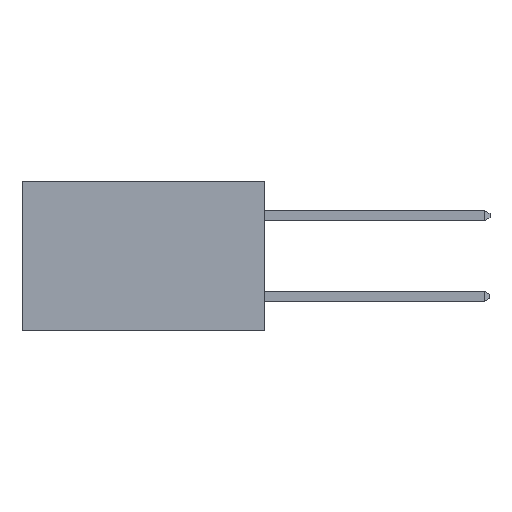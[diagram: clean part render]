
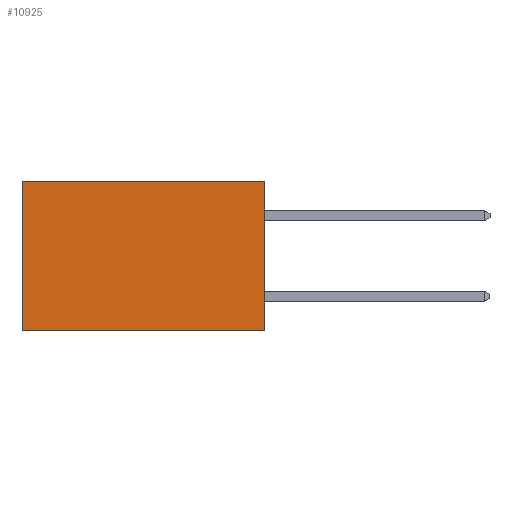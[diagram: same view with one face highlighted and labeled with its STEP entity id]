
A CAD part, left-side view. The second image highlights one B-rep face of the part: STEP entity #10925.
In plain terms, the highlighted planar face has unit normal (-1, 0, 0).
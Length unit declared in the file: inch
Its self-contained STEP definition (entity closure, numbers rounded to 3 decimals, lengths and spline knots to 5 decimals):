
#233 = VECTOR ( 'NONE', #7895, 39.37008 ) ;
#611 = CARTESIAN_POINT ( 'NONE',  ( 0.298, 0., -0.37 ) ) ;
#1123 = CARTESIAN_POINT ( 'NONE',  ( 0.298, 0.6, 0. ) ) ;
#1152 = VERTEX_POINT ( 'NONE', #9166 ) ;
#1386 = DIRECTION ( 'NONE',  ( 0., 0., -1. ) ) ;
#1469 = CARTESIAN_POINT ( 'NONE',  ( 0.298, 0.6, 0. ) ) ;
#1686 = EDGE_CURVE ( 'NONE', #9204, #10433, #8935, .T. ) ;
#1847 = VECTOR ( 'NONE', #8436, 39.37008 ) ;
#2255 = ORIENTED_EDGE ( 'NONE', *, *, #6055, .F. ) ;
#2648 = LINE ( 'NONE', #11264, #233 ) ;
#2656 = VECTOR ( 'NONE', #3306, 39.37008 ) ;
#3249 = ORIENTED_EDGE ( 'NONE', *, *, #1686, .T. ) ;
#3306 = DIRECTION ( 'NONE',  ( 0., 1., 0. ) ) ;
#3928 = CARTESIAN_POINT ( 'NONE',  ( 0.298, 0., 0. ) ) ;
#4133 = EDGE_CURVE ( 'NONE', #1152, #10433, #4586, .T. ) ;
#4586 = LINE ( 'NONE', #611, #1847 ) ;
#5085 = LINE ( 'NONE', #3928, #2656 ) ;
#5322 = DIRECTION ( 'NONE',  ( 0., 0., -1. ) ) ;
#5666 = EDGE_CURVE ( 'NONE', #7177, #9204, #5085, .T. ) ;
#6055 = EDGE_CURVE ( 'NONE', #7177, #1152, #2648, .T. ) ;
#6824 = ORIENTED_EDGE ( 'NONE', *, *, #4133, .F. ) ;
#7177 = VERTEX_POINT ( 'NONE', #9813 ) ;
#7224 = FACE_OUTER_BOUND ( 'NONE', #10423, .T. ) ;
#7338 = CARTESIAN_POINT ( 'NONE',  ( 0.298, 0.6, -0.37 ) ) ;
#7895 = DIRECTION ( 'NONE',  ( 0., 0., -1. ) ) ;
#8024 = PLANE ( 'NONE',  #8307 ) ;
#8307 = AXIS2_PLACEMENT_3D ( 'NONE', #9870, #10731, #5322 ) ;
#8436 = DIRECTION ( 'NONE',  ( 0., 1., 0. ) ) ;
#8935 = LINE ( 'NONE', #1469, #10975 ) ;
#9166 = CARTESIAN_POINT ( 'NONE',  ( 0.298, 0., -0.37 ) ) ;
#9204 = VERTEX_POINT ( 'NONE', #1123 ) ;
#9813 = CARTESIAN_POINT ( 'NONE',  ( 0.298, 0., 0. ) ) ;
#9870 = CARTESIAN_POINT ( 'NONE',  ( 0.298, 0., 0. ) ) ;
#10423 = EDGE_LOOP ( 'NONE', ( #3249, #6824, #2255, #10936 ) ) ;
#10433 = VERTEX_POINT ( 'NONE', #7338 ) ;
#10731 = DIRECTION ( 'NONE',  ( 1., 0., 0. ) ) ;
#10925 = ADVANCED_FACE ( 'NONE', ( #7224 ), #8024, .F. ) ;
#10936 = ORIENTED_EDGE ( 'NONE', *, *, #5666, .T. ) ;
#10975 = VECTOR ( 'NONE', #1386, 39.37008 ) ;
#11264 = CARTESIAN_POINT ( 'NONE',  ( 0.298, 0., 0. ) ) ;
